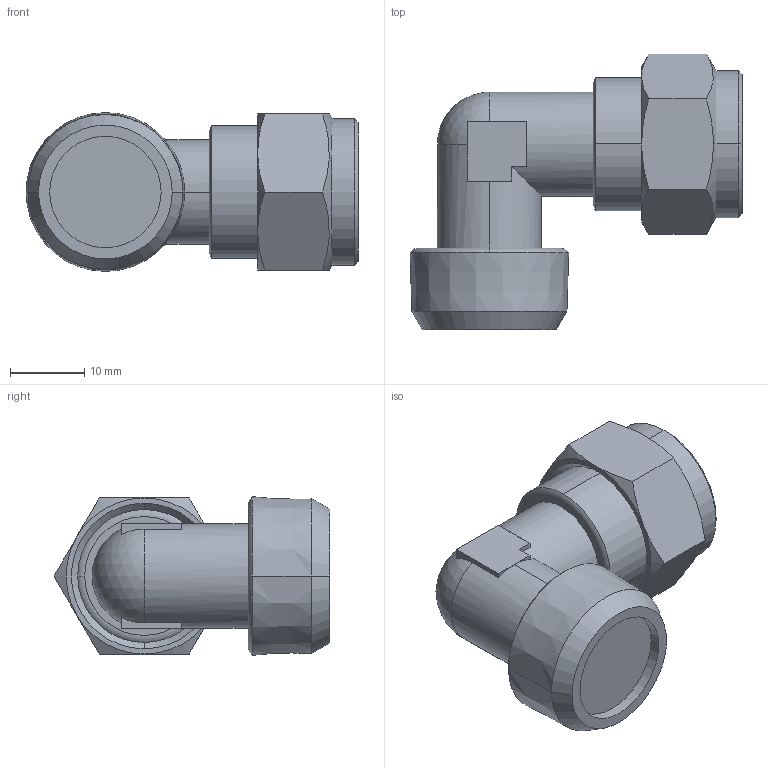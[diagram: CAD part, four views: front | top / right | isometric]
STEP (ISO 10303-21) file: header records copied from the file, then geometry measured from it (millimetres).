
FILE_DESCRIPTION (( 'STEP AP214' ), '1' );
FILE_NAME ('1028000012.step', '2013-02-25T17:14:05', ( '' ), ( '' ), 'SwSTEP 2.0', 'SolidWorks 2012', '' );
FILE_SCHEMA (( 'AUTOMOTIVE_DESIGN' ));
Length unit declared in the file: millimetre
Products named in the file (1): 1028000012
Bounding box: 44.68 x 37.12 x 21.37 mm (x, y, z)
Volume: 13981 mm3; surface area: 4422.2 mm2
Topology: 1 solids, 3 shells, 80 faces, 178 edges, 109 vertices
Faces by surface type: plane 31, cone 30, cylinder 14, torus 4, sphere 1
Entity records: 2350 total; most frequent: CARTESIAN_POINT 554, DIRECTION 380, ORIENTED_EDGE 356, EDGE_CURVE 178, AXIS2_PLACEMENT_3D 155, VERTEX_POINT 109, EDGE_LOOP 85, FACE_OUTER_BOUND 80
